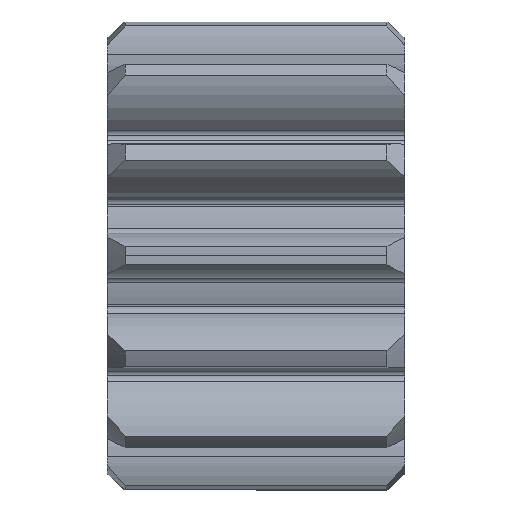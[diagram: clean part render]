
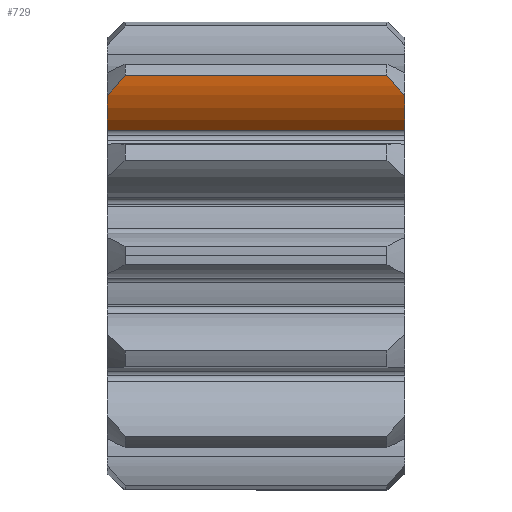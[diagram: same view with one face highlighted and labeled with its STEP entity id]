
A CAD part, top view. The second image highlights one B-rep face of the part: STEP entity #729.
In plain terms, the highlighted cylindrical face has radius 3.556 mm (diameter 7.112 mm), a partial arc.
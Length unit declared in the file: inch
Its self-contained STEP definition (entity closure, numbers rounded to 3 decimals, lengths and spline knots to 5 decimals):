
#496 = CIRCLE ( 'NONE', #569, 0.14 ) ;
#569 = AXIS2_PLACEMENT_3D ( 'NONE', #7196, #2421, #4689 ) ;
#696 = EDGE_CURVE ( 'NONE', #3099, #5664, #496, .T. ) ;
#729 = ADVANCED_FACE ( 'NONE', ( #4355 ), #6600, .T. ) ;
#784 = ORIENTED_EDGE ( 'NONE', *, *, #696, .F. ) ;
#1061 = AXIS2_PLACEMENT_3D ( 'NONE', #3937, #1284, #4593 ) ;
#1284 = DIRECTION ( 'NONE',  ( -1., 0., 0. ) ) ;
#1339 = AXIS2_PLACEMENT_3D ( 'NONE', #3748, #3738, #3730 ) ;
#1435 = CIRCLE ( 'NONE', #1339, 0.14 ) ;
#1960 = CARTESIAN_POINT ( 'NONE',  ( 0., 0.21096, 0.21395 ) ) ;
#2235 = CARTESIAN_POINT ( 'NONE',  ( 0.5, 0.21096, 0.21395 ) ) ;
#2258 = EDGE_CURVE ( 'NONE', #3099, #2939, #4582, .T. ) ;
#2309 = EDGE_CURVE ( 'NONE', #3650, #3629, #4448, .T. ) ;
#2421 = DIRECTION ( 'NONE',  ( -1., 0., 0. ) ) ;
#2582 = EDGE_CURVE ( 'NONE', #2675, #3650, #4179, .T. ) ;
#2675 = VERTEX_POINT ( 'NONE', #2967 ) ;
#2937 = CARTESIAN_POINT ( 'NONE',  ( 0., 0.26941, 0.25361 ) ) ;
#2939 = VERTEX_POINT ( 'NONE', #2235 ) ;
#2967 = CARTESIAN_POINT ( 'NONE',  ( 0.5, 0.26941, 0.25361 ) ) ;
#3099 = VERTEX_POINT ( 'NONE', #1960 ) ;
#3271 = CARTESIAN_POINT ( 'NONE',  ( 0.47, 0.30307, 0.26105 ) ) ;
#3274 = CARTESIAN_POINT ( 'NONE',  ( 0.47968, 0.29126, 0.25994 ) ) ;
#3281 = CARTESIAN_POINT ( 'NONE',  ( 0.48967, 0.28005, 0.25738 ) ) ;
#3284 = CARTESIAN_POINT ( 'NONE',  ( 0.5, 0.26941, 0.25361 ) ) ;
#3629 = VERTEX_POINT ( 'NONE', #7871 ) ;
#3650 = VERTEX_POINT ( 'NONE', #7815 ) ;
#3730 = DIRECTION ( 'NONE',  ( 0., 0.782, -0.623 ) ) ;
#3738 = DIRECTION ( 'NONE',  ( -1., 0., 0. ) ) ;
#3748 = CARTESIAN_POINT ( 'NONE',  ( 0.5, 0.31625, 0.12167 ) ) ;
#3937 = CARTESIAN_POINT ( 'NONE',  ( 0.5, 0.31625, 0.12167 ) ) ;
#4145 = EDGE_LOOP ( 'NONE', ( #4995, #6073, #4740, #4963, #784, #5802 ) ) ;
#4179 = B_SPLINE_CURVE_WITH_KNOTS ( 'NONE', 3,
 ( #3284, #3281, #3274, #3271 ),
 .UNSPECIFIED., .F., .F.,
 ( 4, 4 ),
 ( 0., 0.00116 ),
 .UNSPECIFIED. ) ;
#4355 = FACE_OUTER_BOUND ( 'NONE', #4145, .T. ) ;
#4441 = DIRECTION ( 'NONE',  ( -1., 0., 0. ) ) ;
#4447 = CARTESIAN_POINT ( 'NONE',  ( 0.25, 0.30307, 0.26105 ) ) ;
#4448 = LINE ( 'NONE', #4447, #8102 ) ;
#4570 = DIRECTION ( 'NONE',  ( 1., 0., 0. ) ) ;
#4580 = CARTESIAN_POINT ( 'NONE',  ( 0.5, 0.21096, 0.21395 ) ) ;
#4582 = LINE ( 'NONE', #4580, #6919 ) ;
#4593 = DIRECTION ( 'NONE',  ( 0., 0., 1. ) ) ;
#4625 = CARTESIAN_POINT ( 'NONE',  ( 0., 0.26941, 0.25361 ) ) ;
#4626 = CARTESIAN_POINT ( 'NONE',  ( 0.01033, 0.28005, 0.25738 ) ) ;
#4628 = CARTESIAN_POINT ( 'NONE',  ( 0.02032, 0.29126, 0.25994 ) ) ;
#4641 = CARTESIAN_POINT ( 'NONE',  ( 0.03, 0.30307, 0.26105 ) ) ;
#4689 = DIRECTION ( 'NONE',  ( 0., 0.782, -0.623 ) ) ;
#4740 = ORIENTED_EDGE ( 'NONE', *, *, #2309, .T. ) ;
#4963 = ORIENTED_EDGE ( 'NONE', *, *, #7984, .T. ) ;
#4995 = ORIENTED_EDGE ( 'NONE', *, *, #5190, .T. ) ;
#5190 = EDGE_CURVE ( 'NONE', #2939, #2675, #1435, .T. ) ;
#5664 = VERTEX_POINT ( 'NONE', #2937 ) ;
#5802 = ORIENTED_EDGE ( 'NONE', *, *, #2258, .T. ) ;
#6073 = ORIENTED_EDGE ( 'NONE', *, *, #2582, .T. ) ;
#6178 = B_SPLINE_CURVE_WITH_KNOTS ( 'NONE', 3,
 ( #4641, #4628, #4626, #4625 ),
 .UNSPECIFIED., .F., .F.,
 ( 4, 4 ),
 ( 0., 0.00116 ),
 .UNSPECIFIED. ) ;
#6600 = CYLINDRICAL_SURFACE ( 'NONE', #1061, 0.14 ) ;
#6919 = VECTOR ( 'NONE', #4570, 39.37008 ) ;
#7196 = CARTESIAN_POINT ( 'NONE',  ( 0., 0.31625, 0.12167 ) ) ;
#7815 = CARTESIAN_POINT ( 'NONE',  ( 0.47, 0.30307, 0.26105 ) ) ;
#7871 = CARTESIAN_POINT ( 'NONE',  ( 0.03, 0.30307, 0.26105 ) ) ;
#7984 = EDGE_CURVE ( 'NONE', #3629, #5664, #6178, .T. ) ;
#8102 = VECTOR ( 'NONE', #4441, 39.37008 ) ;
